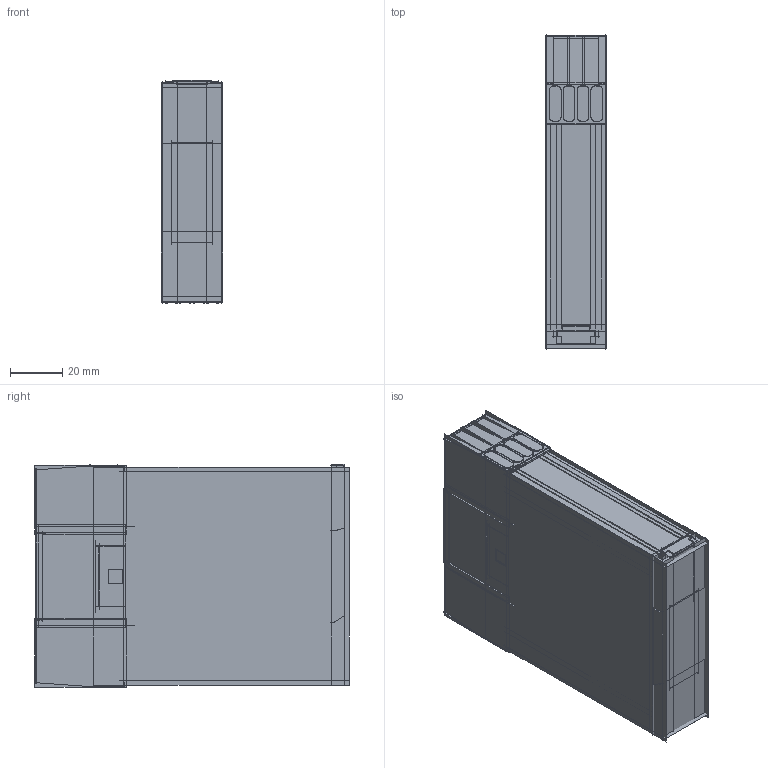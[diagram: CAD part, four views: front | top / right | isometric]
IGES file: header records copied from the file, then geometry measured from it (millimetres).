
Start section:  PTC IGES file: 146100.igs
Global section: file name: 146100.igs; native system: Creo Parametric by Parametric Technology Corporation; preprocessor: 2013230; author: PDMAdmin; organization: Unknown; date: 20160322.135641; units: millimetre
Bounding box: 23.51 x 120.15 x 85.4 mm (x, y, z)
Volume: 70709.1 mm3; surface area: 458808.8 mm2
Topology: 6 solids, 6 shells, 1696 faces, 8740 edges, 10794 vertices
Faces by surface type: bspline 1282, revolution 414
